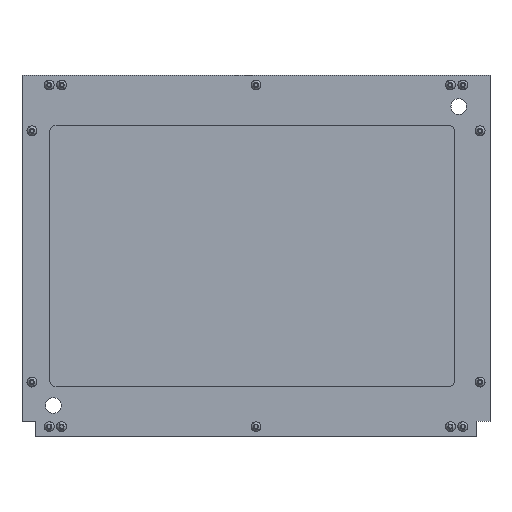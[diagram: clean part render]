
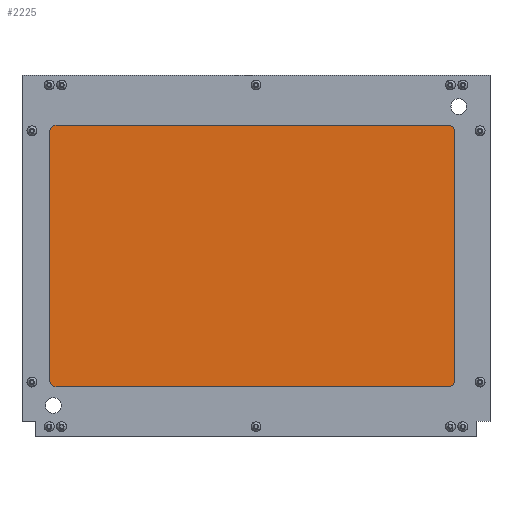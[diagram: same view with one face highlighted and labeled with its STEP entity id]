
A CAD part, front view. The second image highlights one B-rep face of the part: STEP entity #2225.
In plain terms, the highlighted planar face has unit normal (0, -1, 0).
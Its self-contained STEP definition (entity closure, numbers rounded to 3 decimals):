
#18 = DIRECTION ( 'NONE',  ( 0., 0., -1. ) ) ;
#19 = ORIENTED_EDGE ( 'NONE', *, *, #3444, .T. ) ;
#167 = ORIENTED_EDGE ( 'NONE', *, *, #3014, .T. ) ;
#175 = VECTOR ( 'NONE', #347, 1000. ) ;
#204 = DIRECTION ( 'NONE',  ( 0., -1., 0. ) ) ;
#229 = VERTEX_POINT ( 'NONE', #1445 ) ;
#289 = DIRECTION ( 'NONE',  ( 0., -1., 0. ) ) ;
#316 = DIRECTION ( 'NONE',  ( 1., 0., 0. ) ) ;
#347 = DIRECTION ( 'NONE',  ( 0., 0., 1. ) ) ;
#440 = AXIS2_PLACEMENT_3D ( 'NONE', #2545, #1266, #2485 ) ;
#497 = CARTESIAN_POINT ( 'NONE',  ( 160.5, -4.5, 100.65 ) ) ;
#513 = CARTESIAN_POINT ( 'NONE',  ( 160.5, -4.5, 105.65 ) ) ;
#514 = VERTEX_POINT ( 'NONE', #3505 ) ;
#516 = AXIS2_PLACEMENT_3D ( 'NONE', #513, #204, #1380 ) ;
#517 = DIRECTION ( 'NONE',  ( 0., 0., -1. ) ) ;
#604 = LINE ( 'NONE', #1861, #2313 ) ;
#636 = VERTEX_POINT ( 'NONE', #3924 ) ;
#650 = EDGE_CURVE ( 'NONE', #1530, #636, #2061, .T. ) ;
#771 = EDGE_CURVE ( 'NONE', #2812, #1530, #3486, .T. ) ;
#777 = EDGE_CURVE ( 'NONE', #3485, #514, #604, .T. ) ;
#905 = DIRECTION ( 'NONE',  ( 0., 0., -1. ) ) ;
#1076 = VECTOR ( 'NONE', #1724, 1000. ) ;
#1148 = AXIS2_PLACEMENT_3D ( 'NONE', #2487, #289, #905 ) ;
#1266 = DIRECTION ( 'NONE',  ( 0., -1., 0. ) ) ;
#1380 = DIRECTION ( 'NONE',  ( 0., 0., -1. ) ) ;
#1412 = VECTOR ( 'NONE', #517, 1000. ) ;
#1414 = VERTEX_POINT ( 'NONE', #3897 ) ;
#1430 = ORIENTED_EDGE ( 'NONE', *, *, #771, .T. ) ;
#1445 = CARTESIAN_POINT ( 'NONE',  ( -166.5, -4.5, 100.65 ) ) ;
#1493 = CARTESIAN_POINT ( 'NONE',  ( -161.5, -4.5, 100.65 ) ) ;
#1530 = VERTEX_POINT ( 'NONE', #2169 ) ;
#1592 = EDGE_CURVE ( 'NONE', #636, #229, #2576, .T. ) ;
#1724 = DIRECTION ( 'NONE',  ( -1., 0., 0. ) ) ;
#1792 = CARTESIAN_POINT ( 'NONE',  ( -166.5, -4.5, -105.65 ) ) ;
#1861 = CARTESIAN_POINT ( 'NONE',  ( 160.5, -4.5, -105.65 ) ) ;
#1878 = LINE ( 'NONE', #3115, #175 ) ;
#1897 = DIRECTION ( 'NONE',  ( 0., 0., -1. ) ) ;
#2037 = CARTESIAN_POINT ( 'NONE',  ( 160.5, -4.5, 105.65 ) ) ;
#2061 = LINE ( 'NONE', #2037, #1076 ) ;
#2169 = CARTESIAN_POINT ( 'NONE',  ( 155.5, -4.5, 105.65 ) ) ;
#2225 = ADVANCED_FACE ( 'NONE', ( #3915 ), #3292, .T. ) ;
#2313 = VECTOR ( 'NONE', #316, 1000. ) ;
#2440 = LINE ( 'NONE', #1792, #1412 ) ;
#2441 = ORIENTED_EDGE ( 'NONE', *, *, #3620, .T. ) ;
#2485 = DIRECTION ( 'NONE',  ( 0., 0., -1. ) ) ;
#2487 = CARTESIAN_POINT ( 'NONE',  ( 155.5, -4.5, 100.65 ) ) ;
#2524 = DIRECTION ( 'NONE',  ( 0., -1., 0. ) ) ;
#2545 = CARTESIAN_POINT ( 'NONE',  ( -161.5, -4.5, -100.65 ) ) ;
#2576 = CIRCLE ( 'NONE', #3424, 5. ) ;
#2609 = CARTESIAN_POINT ( 'NONE',  ( 160.5, -4.5, -100.65 ) ) ;
#2812 = VERTEX_POINT ( 'NONE', #497 ) ;
#2893 = CIRCLE ( 'NONE', #3542, 5. ) ;
#3014 = EDGE_CURVE ( 'NONE', #1414, #3485, #3491, .T. ) ;
#3031 = ORIENTED_EDGE ( 'NONE', *, *, #1592, .T. ) ;
#3066 = DIRECTION ( 'NONE',  ( 0., -1., 0. ) ) ;
#3070 = CARTESIAN_POINT ( 'NONE',  ( 155.5, -4.5, -100.65 ) ) ;
#3094 = EDGE_LOOP ( 'NONE', ( #3215, #2441, #3955, #1430, #3725, #3031, #19, #167 ) ) ;
#3115 = CARTESIAN_POINT ( 'NONE',  ( 160.5, -4.5, -105.65 ) ) ;
#3215 = ORIENTED_EDGE ( 'NONE', *, *, #777, .T. ) ;
#3292 = PLANE ( 'NONE',  #516 ) ;
#3390 = VERTEX_POINT ( 'NONE', #2609 ) ;
#3424 = AXIS2_PLACEMENT_3D ( 'NONE', #1493, #3066, #18 ) ;
#3444 = EDGE_CURVE ( 'NONE', #229, #1414, #2440, .T. ) ;
#3485 = VERTEX_POINT ( 'NONE', #3593 ) ;
#3486 = CIRCLE ( 'NONE', #1148, 5. ) ;
#3491 = CIRCLE ( 'NONE', #440, 5. ) ;
#3505 = CARTESIAN_POINT ( 'NONE',  ( 155.5, -4.5, -105.65 ) ) ;
#3542 = AXIS2_PLACEMENT_3D ( 'NONE', #3070, #2524, #1897 ) ;
#3593 = CARTESIAN_POINT ( 'NONE',  ( -161.5, -4.5, -105.65 ) ) ;
#3620 = EDGE_CURVE ( 'NONE', #514, #3390, #2893, .T. ) ;
#3656 = EDGE_CURVE ( 'NONE', #3390, #2812, #1878, .T. ) ;
#3725 = ORIENTED_EDGE ( 'NONE', *, *, #650, .T. ) ;
#3897 = CARTESIAN_POINT ( 'NONE',  ( -166.5, -4.5, -100.65 ) ) ;
#3915 = FACE_OUTER_BOUND ( 'NONE', #3094, .T. ) ;
#3924 = CARTESIAN_POINT ( 'NONE',  ( -161.5, -4.5, 105.65 ) ) ;
#3955 = ORIENTED_EDGE ( 'NONE', *, *, #3656, .T. ) ;
